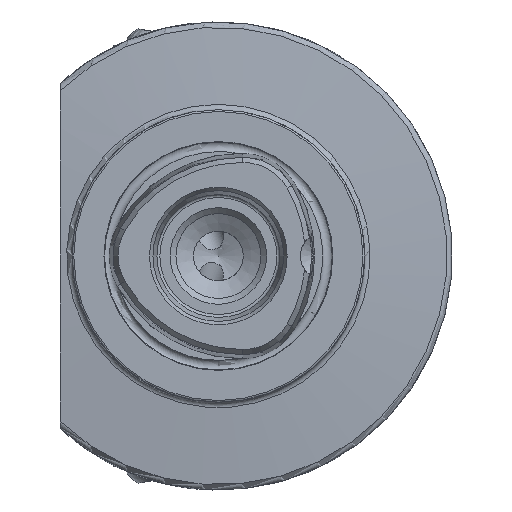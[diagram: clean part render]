
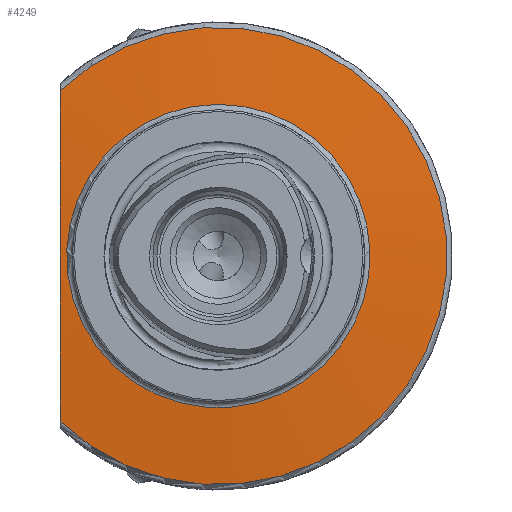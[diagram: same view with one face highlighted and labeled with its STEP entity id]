
A CAD part, left-side view. The second image highlights one B-rep face of the part: STEP entity #4249.
In plain terms, the highlighted conical face has half-angle 85 degrees and reference radius 39.087 mm.
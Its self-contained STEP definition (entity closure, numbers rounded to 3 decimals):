
#270 = CARTESIAN_POINT ( 'NONE',  ( 22.149, 27., 28.263 ) ) ;
#406 = DIRECTION ( 'NONE',  ( 1., 0., 0. ) ) ;
#477 = CARTESIAN_POINT ( 'NONE',  ( 21.587, 27., -18.847 ) ) ;
#524 = CONICAL_SURFACE ( 'NONE', #1047, 39.087, 1.484 ) ;
#534 = CARTESIAN_POINT ( 'NONE',  ( 21.587, 27., 18.85 ) ) ;
#733 = FACE_BOUND ( 'NONE', #4397, .T. ) ;
#814 = CARTESIAN_POINT ( 'NONE',  ( 22.149, 27., -28.263 ) ) ;
#952 = VERTEX_POINT ( 'NONE', #1155 ) ;
#1047 = AXIS2_PLACEMENT_3D ( 'NONE', #2107, #406, #3198 ) ;
#1099 = DIRECTION ( 'NONE',  ( 0., 0., 1. ) ) ;
#1141 = CARTESIAN_POINT ( 'NONE',  ( 21.204, 27., 9.423 ) ) ;
#1155 = CARTESIAN_POINT ( 'NONE',  ( 22.149, 27., -28.263 ) ) ;
#1529 = B_SPLINE_CURVE_WITH_KNOTS ( 'NONE', 3,
 ( #4323, #2223, #534, #1141, #1833, #2170, #2523, #477, #2872, #814 ),
 .UNSPECIFIED., .F., .F.,
 ( 4, 2, 2, 2, 4 ),
 ( 0.093, 0.107, 0.121, 0.135, 0.149 ),
 .UNSPECIFIED. ) ;
#1729 = VERTEX_POINT ( 'NONE', #270 ) ;
#1833 = CARTESIAN_POINT ( 'NONE',  ( 21.091, 27., 4.708 ) ) ;
#1942 = EDGE_CURVE ( 'NONE', #2492, #2492, #4097, .T. ) ;
#1953 = FACE_OUTER_BOUND ( 'NONE', #3911, .T. ) ;
#2010 = ORIENTED_EDGE ( 'NONE', *, *, #3104, .T. ) ;
#2051 = ORIENTED_EDGE ( 'NONE', *, *, #1942, .F. ) ;
#2107 = CARTESIAN_POINT ( 'NONE',  ( 22.149, 0., 0. ) ) ;
#2170 = CARTESIAN_POINT ( 'NONE',  ( 21.091, 27., -4.717 ) ) ;
#2223 = CARTESIAN_POINT ( 'NONE',  ( 21.851, 27., 23.558 ) ) ;
#2424 = DIRECTION ( 'NONE',  ( -1., 0., 0. ) ) ;
#2425 = ORIENTED_EDGE ( 'NONE', *, *, #3692, .T. ) ;
#2492 = VERTEX_POINT ( 'NONE', #3686 ) ;
#2523 = CARTESIAN_POINT ( 'NONE',  ( 21.204, 27., -9.428 ) ) ;
#2545 = DIRECTION ( 'NONE',  ( 0., 0., 1. ) ) ;
#2872 = CARTESIAN_POINT ( 'NONE',  ( 21.851, 27., -23.557 ) ) ;
#2911 = CARTESIAN_POINT ( 'NONE',  ( 22.149, 0., 0. ) ) ;
#3104 = EDGE_CURVE ( 'NONE', #952, #1729, #4256, .T. ) ;
#3198 = DIRECTION ( 'NONE',  ( 0., 0., -1. ) ) ;
#3686 = CARTESIAN_POINT ( 'NONE',  ( 20.996, 0., 25.913 ) ) ;
#3692 = EDGE_CURVE ( 'NONE', #1729, #952, #1529, .T. ) ;
#3811 = CARTESIAN_POINT ( 'NONE',  ( 20.996, 0., 0. ) ) ;
#3861 = AXIS2_PLACEMENT_3D ( 'NONE', #3811, #2424, #1099 ) ;
#3911 = EDGE_LOOP ( 'NONE', ( #2425, #2010 ) ) ;
#3925 = DIRECTION ( 'NONE',  ( -1., 0., 0. ) ) ;
#4097 = CIRCLE ( 'NONE', #3861, 25.913 ) ;
#4211 = AXIS2_PLACEMENT_3D ( 'NONE', #2911, #3925, #2545 ) ;
#4249 = ADVANCED_FACE ( 'NONE', ( #1953, #733 ), #524, .T. ) ;
#4256 = CIRCLE ( 'NONE', #4211, 39.087 ) ;
#4323 = CARTESIAN_POINT ( 'NONE',  ( 22.149, 27., 28.263 ) ) ;
#4397 = EDGE_LOOP ( 'NONE', ( #2051 ) ) ;
